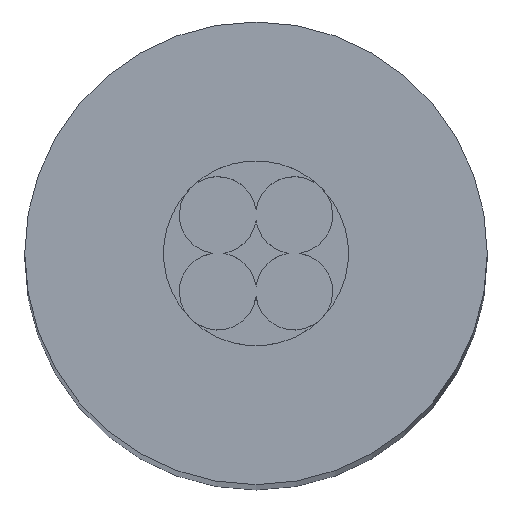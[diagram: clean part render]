
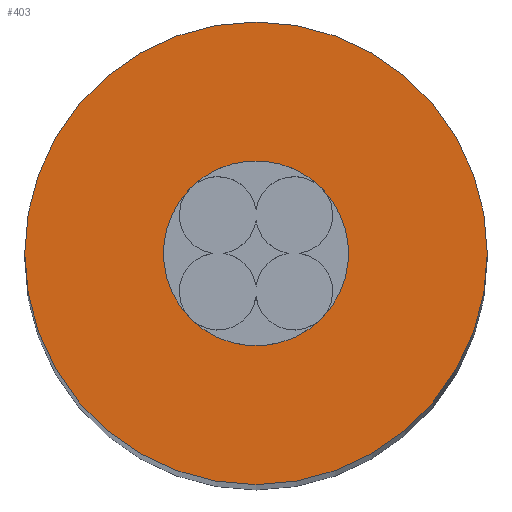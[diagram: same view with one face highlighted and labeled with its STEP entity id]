
A CAD part, top view. The second image highlights one B-rep face of the part: STEP entity #403.
In plain terms, the highlighted planar face has unit normal (0, 0, 1).
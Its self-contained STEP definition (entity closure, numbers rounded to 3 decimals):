
#16=FACE_BOUND('',#82,.T.);
#25=PLANE('',#486);
#52=FACE_OUTER_BOUND('',#81,.T.);
#81=EDGE_LOOP('',(#340));
#82=EDGE_LOOP('',(#341,#342,#343,#344));
#107=CIRCLE('',#461,0.3);
#110=CIRCLE('',#465,0.3);
#112=CIRCLE('',#468,0.3);
#114=CIRCLE('',#477,0.3);
#118=CIRCLE('',#484,0.75);
#156=VERTEX_POINT('',#636);
#162=VERTEX_POINT('',#651);
#172=VERTEX_POINT('',#675);
#178=VERTEX_POINT('',#697);
#182=VERTEX_POINT('',#738);
#220=EDGE_CURVE('',#178,#162,#107,.T.);
#225=EDGE_CURVE('',#162,#172,#110,.T.);
#228=EDGE_CURVE('',#156,#178,#112,.T.);
#230=EDGE_CURVE('',#172,#156,#114,.T.);
#236=EDGE_CURVE('',#182,#182,#118,.T.);
#340=ORIENTED_EDGE('',*,*,#236,.F.);
#341=ORIENTED_EDGE('',*,*,#220,.T.);
#342=ORIENTED_EDGE('',*,*,#225,.T.);
#343=ORIENTED_EDGE('',*,*,#230,.T.);
#344=ORIENTED_EDGE('',*,*,#228,.T.);
#403=ADVANCED_FACE('',(#52,#16),#25,.T.);
#461=AXIS2_PLACEMENT_3D('',#708,#576,#577);
#465=AXIS2_PLACEMENT_3D('',#714,#586,#587);
#468=AXIS2_PLACEMENT_3D('',#718,#593,#594);
#477=AXIS2_PLACEMENT_3D('',#727,#611,#612);
#484=AXIS2_PLACEMENT_3D('',#740,#627,#628);
#486=AXIS2_PLACEMENT_3D('',#742,#631,#632);
#576=DIRECTION('center_axis',(0.,0.,-1.));
#577=DIRECTION('ref_axis',(-1.,0.,0.));
#586=DIRECTION('center_axis',(0.,0.,-1.));
#587=DIRECTION('ref_axis',(-1.,0.,0.));
#593=DIRECTION('center_axis',(0.,0.,-1.));
#594=DIRECTION('ref_axis',(-1.,0.,0.));
#611=DIRECTION('center_axis',(0.,0.,-1.));
#612=DIRECTION('ref_axis',(-1.,0.,0.));
#627=DIRECTION('center_axis',(0.,0.,-1.));
#628=DIRECTION('ref_axis',(-1.,0.,0.));
#631=DIRECTION('center_axis',(0.,0.,1.));
#632=DIRECTION('ref_axis',(1.,0.,0.));
#636=CARTESIAN_POINT('',(-0.212,-0.212,0.));
#651=CARTESIAN_POINT('',(0.212,0.212,0.));
#675=CARTESIAN_POINT('',(0.212,-0.212,0.));
#697=CARTESIAN_POINT('',(-0.212,0.212,0.));
#708=CARTESIAN_POINT('Origin',(0.,0.,0.));
#714=CARTESIAN_POINT('Origin',(0.,0.,0.));
#718=CARTESIAN_POINT('Origin',(0.,0.,0.));
#727=CARTESIAN_POINT('Origin',(0.,0.,0.));
#738=CARTESIAN_POINT('',(0.75,0.,0.));
#740=CARTESIAN_POINT('Origin',(0.,0.,0.));
#742=CARTESIAN_POINT('Origin',(0.,0.,0.));
